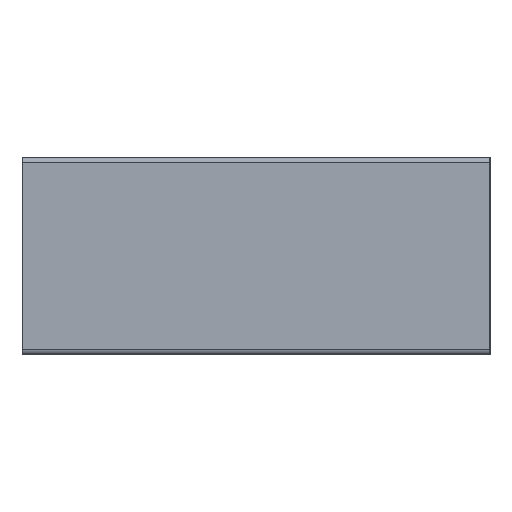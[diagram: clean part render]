
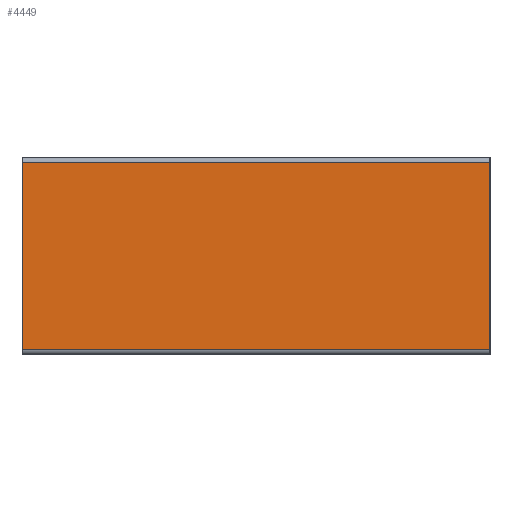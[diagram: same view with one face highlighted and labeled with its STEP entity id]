
A CAD part, left-side view. The second image highlights one B-rep face of the part: STEP entity #4449.
In plain terms, the highlighted planar face has unit normal (-1, 0, 0).
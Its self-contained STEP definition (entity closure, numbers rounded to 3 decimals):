
#412=FACE_OUTER_BOUND('',#659,.T.);
#659=EDGE_LOOP('',(#3031,#3032,#3033,#3034));
#951=LINE('',#6047,#1394);
#959=LINE('',#6070,#1402);
#960=LINE('',#6073,#1403);
#961=LINE('',#6074,#1404);
#1394=VECTOR('',#5128,10.);
#1402=VECTOR('',#5146,10.);
#1403=VECTOR('',#5149,10.);
#1404=VECTOR('',#5150,10.);
#1834=VERTEX_POINT('',#6044);
#1835=VERTEX_POINT('',#6046);
#1845=VERTEX_POINT('',#6068);
#1846=VERTEX_POINT('',#6072);
#2300=EDGE_CURVE('',#1834,#1835,#951,.T.);
#2312=EDGE_CURVE('',#1834,#1845,#959,.T.);
#2313=EDGE_CURVE('',#1846,#1845,#960,.T.);
#2314=EDGE_CURVE('',#1835,#1846,#961,.T.);
#3031=ORIENTED_EDGE('',*,*,#2312,.T.);
#3032=ORIENTED_EDGE('',*,*,#2313,.F.);
#3033=ORIENTED_EDGE('',*,*,#2314,.F.);
#3034=ORIENTED_EDGE('',*,*,#2300,.F.);
#4316=PLANE('',#4841);
#4449=ADVANCED_FACE('',(#412),#4316,.T.);
#4841=AXIS2_PLACEMENT_3D('',#6071,#5147,#5148);
#5128=DIRECTION('',(0.,0.,-1.));
#5146=DIRECTION('',(0.,1.,0.));
#5147=DIRECTION('center_axis',(-1.,0.,0.));
#5148=DIRECTION('ref_axis',(0.,0.,1.));
#5149=DIRECTION('',(0.,0.,1.));
#5150=DIRECTION('',(0.,1.,0.));
#6044=CARTESIAN_POINT('',(-1.55,-0.775,0.635));
#6046=CARTESIAN_POINT('',(-1.55,-0.775,0.015));
#6047=CARTESIAN_POINT('',(-1.55,-0.775,0.015));
#6068=CARTESIAN_POINT('',(-1.55,0.775,0.635));
#6070=CARTESIAN_POINT('',(-1.55,0.,0.635));
#6071=CARTESIAN_POINT('Origin',(-1.55,0.,0.015));
#6072=CARTESIAN_POINT('',(-1.55,0.775,0.015));
#6073=CARTESIAN_POINT('',(-1.55,0.775,0.015));
#6074=CARTESIAN_POINT('',(-1.55,0.,0.015));
